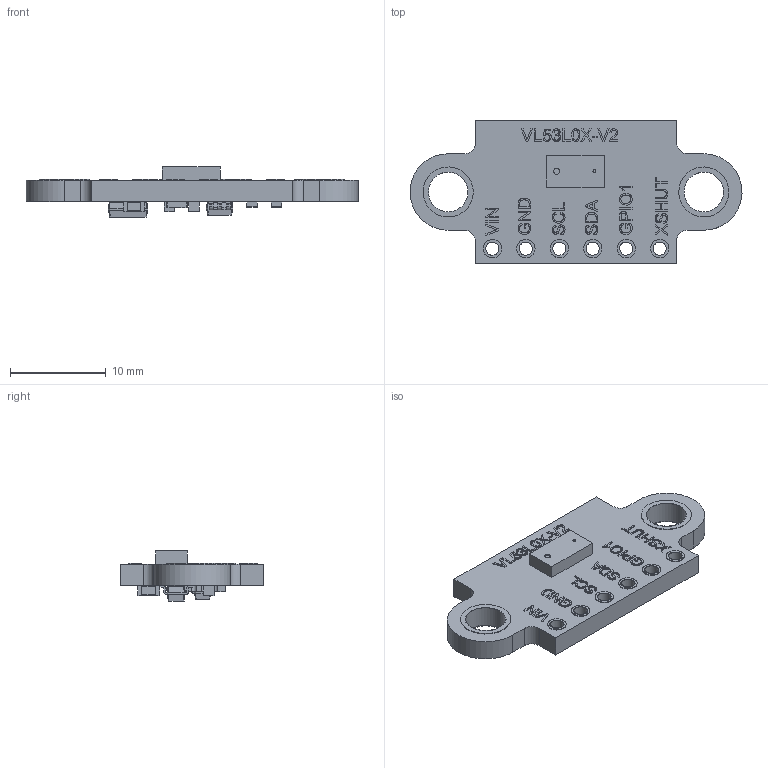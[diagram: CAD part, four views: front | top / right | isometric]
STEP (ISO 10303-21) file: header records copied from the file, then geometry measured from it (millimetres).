
FILE_DESCRIPTION(('FreeCAD Model'),'2;1');
FILE_NAME('Open CASCADE Shape Model','2025-05-02T23:21:42',('FreeCAD'),( 'FreeCAD'),'Open CASCADE STEP processor 7.6','FreeCAD','Unknown');
FILE_SCHEMA(('AUTOMOTIVE_DESIGN { 1 0 10303 214 1 1 1 1 }'));
Length unit declared in the file: millimetre
Products named in the file (1): Open CASCADE STEP translator 7.6 1
Bounding box: 34.59 x 14.96 x 5.22 mm (x, y, z)
Volume: 887.4 mm3; surface area: 1658 mm2
Topology: 50 solids, 50 shells, 1230 faces, 3222 edges, 2116 vertices
Faces by surface type: bspline 1230
Entity records: 35942 total; most frequent: CARTESIAN_POINT 16391, ORIENTED_EDGE 6444, EDGE_CURVE 3222, B_SPLINE_CURVE_WITH_KNOTS 2804, VERTEX_POINT 2116, FACE_BOUND 1298, EDGE_LOOP 1298, ADVANCED_FACE 1230
